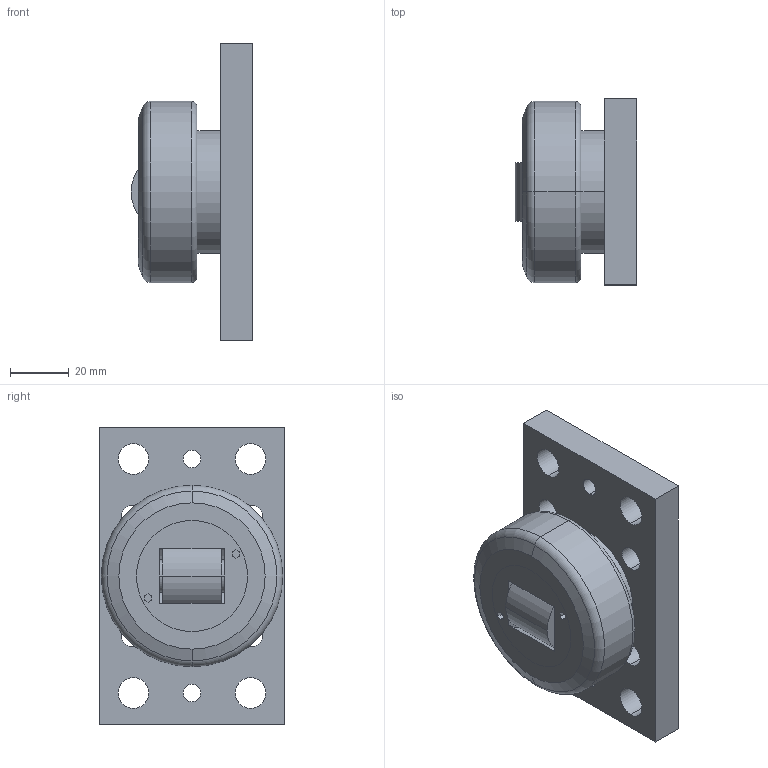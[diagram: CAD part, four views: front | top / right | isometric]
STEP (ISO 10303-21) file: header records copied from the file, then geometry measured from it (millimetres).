
FILE_DESCRIPTION (( 'STEP AP203' ), '1' );
FILE_NAME ('CRT_26E27468C9.step', '2021-02-24T14:42:58', ( 'localadmin' ), ( 'BOXX Technologies, Inc.' ), 'SwSTEP 2.0', 'SolidWorks 2019', '' );
FILE_SCHEMA (( 'CONFIG_CONTROL_DESIGN' ));
Length unit declared in the file: inch
Products named in the file (3): CRT_26E27468C9; hnIJGPONv3_CADModel_0
Assembly tree (1 placements, depth 2):
  CRT_26E27468C9
    hnIJGPONv3_CADModel_0
  hnIJGPONv3_CADModel_0
Bounding box: 41.61 x 63.5 x 101.6 mm (x, y, z)
Volume: 129439.6 mm3; surface area: 40635.5 mm2
Topology: 5 solids, 5 shells, 87 faces, 203 edges, 132 vertices
Faces by surface type: cylinder 46, plane 31, cone 6, torus 4
Entity records: 3149 total; most frequent: CARTESIAN_POINT 755, DIRECTION 473, ORIENTED_EDGE 406, EDGE_CURVE 203, AXIS2_PLACEMENT_3D 186, VERTEX_POINT 132, EDGE_LOOP 121, VECTOR 101
